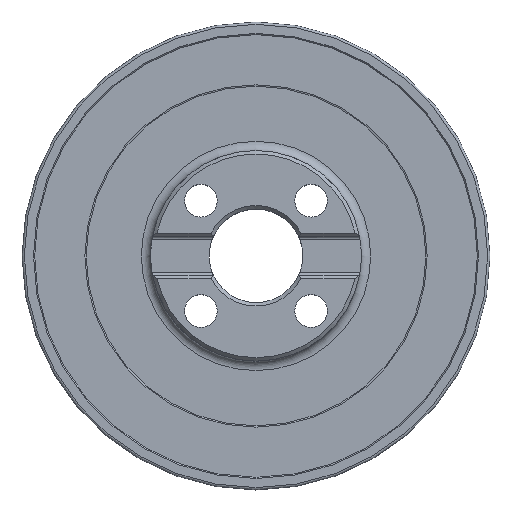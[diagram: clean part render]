
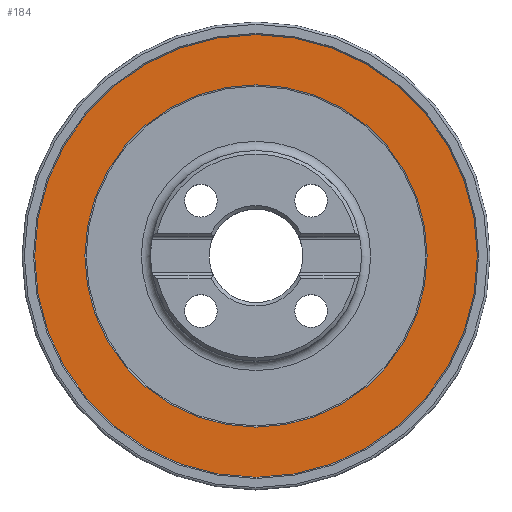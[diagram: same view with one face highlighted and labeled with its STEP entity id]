
A CAD part, top view. The second image highlights one B-rep face of the part: STEP entity #184.
In plain terms, the highlighted planar face has unit normal (0, 0, 1).
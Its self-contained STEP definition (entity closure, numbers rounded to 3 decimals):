
#103=PLANE('',#947);
#184=ADVANCED_FACE('',(#281,#282),#103,.F.);
#281=FACE_BOUND('',#367,.T.);
#282=FACE_BOUND('',#368,.T.);
#367=EDGE_LOOP('',(#492));
#368=EDGE_LOOP('',(#493));
#492=ORIENTED_EDGE('',*,*,#763,.F.);
#493=ORIENTED_EDGE('',*,*,#762,.T.);
#681=VERTEX_POINT('',#1454);
#682=VERTEX_POINT('',#1457);
#762=EDGE_CURVE('',#681,#681,#847,.T.);
#763=EDGE_CURVE('',#682,#682,#848,.T.);
#847=CIRCLE('',#944,95.882);
#848=CIRCLE('',#946,73.15);
#944=AXIS2_PLACEMENT_3D('',#1453,#1125,#1126);
#946=AXIS2_PLACEMENT_3D('',#1456,#1129,#1130);
#947=AXIS2_PLACEMENT_3D('',#1458,#1131,#1132);
#1125=DIRECTION('',(0.,0.,1.));
#1126=DIRECTION('',(1.,0.,0.));
#1129=DIRECTION('',(0.,0.,1.));
#1130=DIRECTION('',(1.,0.,0.));
#1131=DIRECTION('',(0.,0.,-1.));
#1132=DIRECTION('',(1.,0.,0.));
#1453=CARTESIAN_POINT('',(0.,0.,-34.248));
#1454=CARTESIAN_POINT('',(95.882,0.,-34.248));
#1456=CARTESIAN_POINT('',(0.,0.,-34.248));
#1457=CARTESIAN_POINT('',(73.15,0.,-34.248));
#1458=CARTESIAN_POINT('',(0.,95.882,-34.248));
